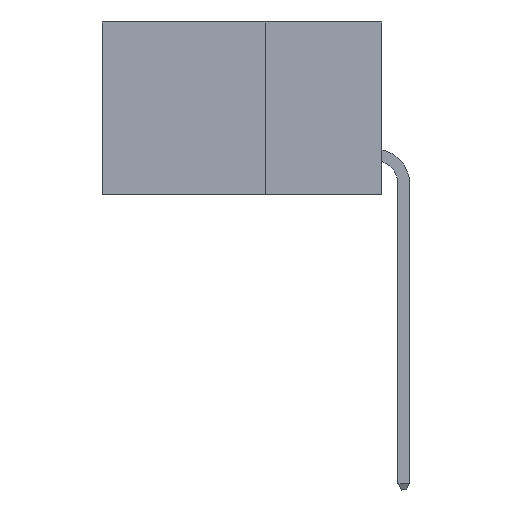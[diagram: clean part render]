
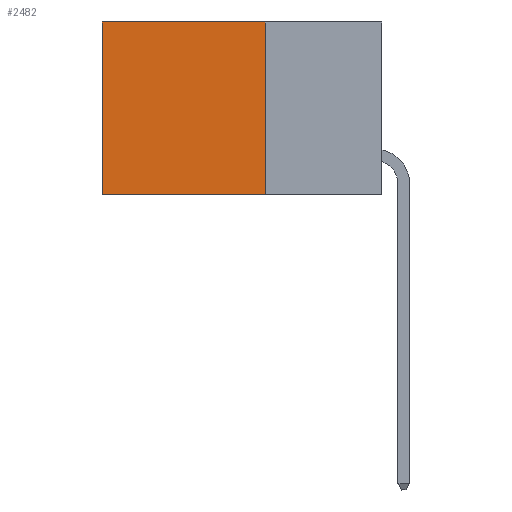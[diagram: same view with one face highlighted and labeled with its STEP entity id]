
A CAD part, left-side view. The second image highlights one B-rep face of the part: STEP entity #2482.
In plain terms, the highlighted planar face has unit normal (-1, 0, 0).
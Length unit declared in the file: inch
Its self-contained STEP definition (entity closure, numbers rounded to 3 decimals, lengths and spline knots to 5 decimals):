
#438 = CARTESIAN_POINT ( 'NONE',  ( 0.2875, 0.6, -0.37 ) ) ;
#663 = VECTOR ( 'NONE', #7186, 39.37008 ) ;
#1685 = CARTESIAN_POINT ( 'NONE',  ( 0.2875, 0.25, 0. ) ) ;
#2482 = ADVANCED_FACE ( 'NONE', ( #2673 ), #10520, .F. ) ;
#2673 = FACE_OUTER_BOUND ( 'NONE', #3322, .T. ) ;
#2945 = VECTOR ( 'NONE', #14317, 39.37008 ) ;
#3098 = VERTEX_POINT ( 'NONE', #15953 ) ;
#3322 = EDGE_LOOP ( 'NONE', ( #15371, #13469, #14772, #5773 ) ) ;
#3496 = CARTESIAN_POINT ( 'NONE',  ( 0.2875, 0.6, 0. ) ) ;
#3806 = DIRECTION ( 'NONE',  ( 1., 0., 0. ) ) ;
#4666 = LINE ( 'NONE', #3496, #2945 ) ;
#5247 = VERTEX_POINT ( 'NONE', #1685 ) ;
#5773 = ORIENTED_EDGE ( 'NONE', *, *, #8036, .T. ) ;
#6176 = EDGE_CURVE ( 'NONE', #3098, #10291, #4666, .T. ) ;
#7186 = DIRECTION ( 'NONE',  ( 0., 1., 0. ) ) ;
#7673 = VECTOR ( 'NONE', #9995, 39.37008 ) ;
#7817 = LINE ( 'NONE', #14038, #10559 ) ;
#8036 = EDGE_CURVE ( 'NONE', #5247, #3098, #7817, .T. ) ;
#8298 = AXIS2_PLACEMENT_3D ( 'NONE', #13113, #3806, #14451 ) ;
#8871 = CARTESIAN_POINT ( 'NONE',  ( 0.2875, 0.25, -0.37 ) ) ;
#9995 = DIRECTION ( 'NONE',  ( 0., 0., -1. ) ) ;
#10291 = VERTEX_POINT ( 'NONE', #438 ) ;
#10520 = PLANE ( 'NONE',  #8298 ) ;
#10559 = VECTOR ( 'NONE', #15787, 39.37008 ) ;
#11601 = CARTESIAN_POINT ( 'NONE',  ( 0.2875, 0.25, 0. ) ) ;
#11738 = CARTESIAN_POINT ( 'NONE',  ( 0.2875, 0.25, -0.37 ) ) ;
#12064 = VERTEX_POINT ( 'NONE', #8871 ) ;
#12094 = EDGE_CURVE ( 'NONE', #5247, #12064, #12727, .T. ) ;
#12727 = LINE ( 'NONE', #11601, #7673 ) ;
#13113 = CARTESIAN_POINT ( 'NONE',  ( 0.2875, 0.25, 0. ) ) ;
#13469 = ORIENTED_EDGE ( 'NONE', *, *, #14924, .F. ) ;
#14038 = CARTESIAN_POINT ( 'NONE',  ( 0.2875, 0.25, 0. ) ) ;
#14317 = DIRECTION ( 'NONE',  ( 0., 0., -1. ) ) ;
#14451 = DIRECTION ( 'NONE',  ( 0., 0., -1. ) ) ;
#14772 = ORIENTED_EDGE ( 'NONE', *, *, #12094, .F. ) ;
#14924 = EDGE_CURVE ( 'NONE', #12064, #10291, #15225, .T. ) ;
#15225 = LINE ( 'NONE', #11738, #663 ) ;
#15371 = ORIENTED_EDGE ( 'NONE', *, *, #6176, .T. ) ;
#15787 = DIRECTION ( 'NONE',  ( 0., 1., 0. ) ) ;
#15953 = CARTESIAN_POINT ( 'NONE',  ( 0.2875, 0.6, 0. ) ) ;
